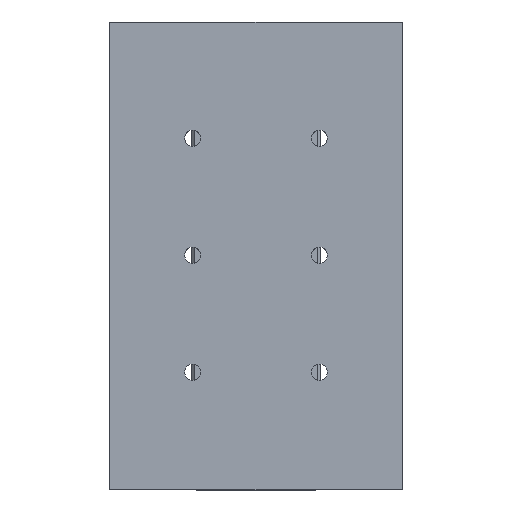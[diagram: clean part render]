
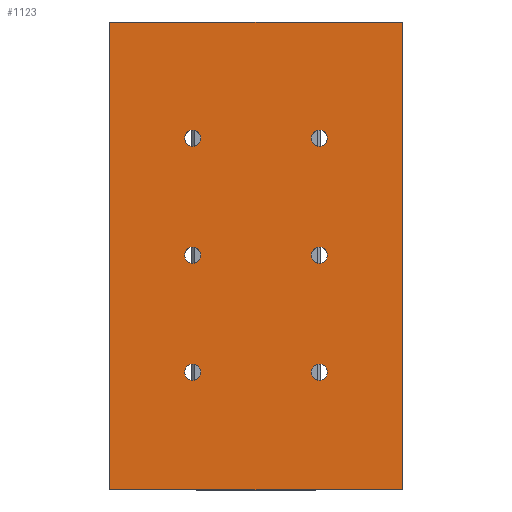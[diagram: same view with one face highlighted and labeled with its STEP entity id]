
A CAD part, top view. The second image highlights one B-rep face of the part: STEP entity #1123.
In plain terms, the highlighted planar face has unit normal (0, 0, 1).
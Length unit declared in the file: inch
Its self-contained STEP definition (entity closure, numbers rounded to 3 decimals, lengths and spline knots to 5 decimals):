
#285=CARTESIAN_POINT('',(-0.709,-1.49,0.549));
#286=VERTEX_POINT('',#285);
#302=CARTESIAN_POINT('',(-0.916,-1.49,0.549));
#303=VERTEX_POINT('',#302);
#310=CARTESIAN_POINT('',(-0.8125,-1.49,0.549));
#311=DIRECTION('',(0.0,0.0,-1.0));
#312=DIRECTION('',(1.0,0.0,0.0));
#313=AXIS2_PLACEMENT_3D('',#310,#311,#312);
#314=CIRCLE('',#313,0.1035);
#315=EDGE_CURVE('',#286,#303,#314,.T.);
#348=CARTESIAN_POINT('',(0.916,1.51,0.549));
#349=VERTEX_POINT('',#348);
#365=CARTESIAN_POINT('',(0.709,1.51,0.549));
#366=VERTEX_POINT('',#365);
#373=CARTESIAN_POINT('',(0.8125,1.51,0.549));
#374=DIRECTION('',(0.0,0.0,-1.0));
#375=DIRECTION('',(1.0,0.0,0.0));
#376=AXIS2_PLACEMENT_3D('',#373,#374,#375);
#377=CIRCLE('',#376,0.1035);
#378=EDGE_CURVE('',#349,#366,#377,.T.);
#411=CARTESIAN_POINT('',(0.916,-1.49,0.549));
#412=VERTEX_POINT('',#411);
#428=CARTESIAN_POINT('',(0.709,-1.49,0.549));
#429=VERTEX_POINT('',#428);
#436=CARTESIAN_POINT('',(0.8125,-1.49,0.549));
#437=DIRECTION('',(0.0,0.0,-1.0));
#438=DIRECTION('',(1.0,0.0,0.0));
#439=AXIS2_PLACEMENT_3D('',#436,#437,#438);
#440=CIRCLE('',#439,0.1035);
#441=EDGE_CURVE('',#412,#429,#440,.T.);
#474=CARTESIAN_POINT('',(-0.709,0.01,0.549));
#475=VERTEX_POINT('',#474);
#491=CARTESIAN_POINT('',(-0.916,0.01,0.549));
#492=VERTEX_POINT('',#491);
#499=CARTESIAN_POINT('',(-0.8125,0.01,0.549));
#500=DIRECTION('',(0.0,0.0,-1.0));
#501=DIRECTION('',(1.0,0.0,0.0));
#502=AXIS2_PLACEMENT_3D('',#499,#500,#501);
#503=CIRCLE('',#502,0.1035);
#504=EDGE_CURVE('',#475,#492,#503,.T.);
#537=CARTESIAN_POINT('',(0.916,0.01,0.549));
#538=VERTEX_POINT('',#537);
#554=CARTESIAN_POINT('',(0.709,0.01,0.549));
#555=VERTEX_POINT('',#554);
#562=CARTESIAN_POINT('',(0.8125,0.01,0.549));
#563=DIRECTION('',(0.0,0.0,-1.0));
#564=DIRECTION('',(1.0,0.0,0.0));
#565=AXIS2_PLACEMENT_3D('',#562,#563,#564);
#566=CIRCLE('',#565,0.1035);
#567=EDGE_CURVE('',#538,#555,#566,.T.);
#600=CARTESIAN_POINT('',(-0.709,1.51,0.549));
#601=VERTEX_POINT('',#600);
#617=CARTESIAN_POINT('',(-0.916,1.51,0.549));
#618=VERTEX_POINT('',#617);
#625=CARTESIAN_POINT('',(-0.8125,1.51,0.549));
#626=DIRECTION('',(0.0,0.0,-1.0));
#627=DIRECTION('',(1.0,0.0,0.0));
#628=AXIS2_PLACEMENT_3D('',#625,#626,#627);
#629=CIRCLE('',#628,0.1035);
#630=EDGE_CURVE('',#601,#618,#629,.T.);
#662=CARTESIAN_POINT('',(-0.8125,1.51,0.549));
#663=DIRECTION('',(0.0,0.0,-1.0));
#664=DIRECTION('',(1.0,0.0,0.0));
#665=AXIS2_PLACEMENT_3D('',#662,#663,#664);
#666=CIRCLE('',#665,0.1035);
#667=EDGE_CURVE('',#618,#601,#666,.T.);
#707=CARTESIAN_POINT('',(0.8125,0.01,0.549));
#708=DIRECTION('',(0.0,0.0,-1.0));
#709=DIRECTION('',(1.0,0.0,0.0));
#710=AXIS2_PLACEMENT_3D('',#707,#708,#709);
#711=CIRCLE('',#710,0.1035);
#712=EDGE_CURVE('',#555,#538,#711,.T.);
#752=CARTESIAN_POINT('',(-0.8125,0.01,0.549));
#753=DIRECTION('',(0.0,0.0,-1.0));
#754=DIRECTION('',(1.0,0.0,0.0));
#755=AXIS2_PLACEMENT_3D('',#752,#753,#754);
#756=CIRCLE('',#755,0.1035);
#757=EDGE_CURVE('',#492,#475,#756,.T.);
#797=CARTESIAN_POINT('',(0.8125,-1.49,0.549));
#798=DIRECTION('',(0.0,0.0,-1.0));
#799=DIRECTION('',(1.0,0.0,0.0));
#800=AXIS2_PLACEMENT_3D('',#797,#798,#799);
#801=CIRCLE('',#800,0.1035);
#802=EDGE_CURVE('',#429,#412,#801,.T.);
#842=CARTESIAN_POINT('',(0.8125,1.51,0.549));
#843=DIRECTION('',(0.0,0.0,-1.0));
#844=DIRECTION('',(1.0,0.0,0.0));
#845=AXIS2_PLACEMENT_3D('',#842,#843,#844);
#846=CIRCLE('',#845,0.1035);
#847=EDGE_CURVE('',#366,#349,#846,.T.);
#887=CARTESIAN_POINT('',(-0.8125,-1.49,0.549));
#888=DIRECTION('',(0.0,0.0,-1.0));
#889=DIRECTION('',(1.0,0.0,0.0));
#890=AXIS2_PLACEMENT_3D('',#887,#888,#889);
#891=CIRCLE('',#890,0.1035);
#892=EDGE_CURVE('',#303,#286,#891,.T.);
#1043=CARTESIAN_POINT('',(1.875,3.,0.549));
#1044=VERTEX_POINT('',#1043);
#1051=CARTESIAN_POINT('',(1.875,-3.,0.549));
#1052=VERTEX_POINT('',#1051);
#1053=CARTESIAN_POINT('',(1.875,-3.,0.549));
#1054=DIRECTION('',(0.0,1.0,0.0));
#1055=VECTOR('',#1054,6.);
#1056=LINE('',#1053,#1055);
#1057=EDGE_CURVE('',#1052,#1044,#1056,.T.);
#1069=CARTESIAN_POINT('',(1.875,-3.,0.549));
#1070=DIRECTION('',(0.0,0.0,1.0));
#1071=DIRECTION('',(1.0,0.0,0.0));
#1072=AXIS2_PLACEMENT_3D('',#1069,#1070,#1071);
#1073=PLANE('',#1072);
#1074=CARTESIAN_POINT('',(-1.875,3.,0.549));
#1075=VERTEX_POINT('',#1074);
#1076=CARTESIAN_POINT('',(1.875,3.,0.549));
#1077=DIRECTION('',(-1.0,0.0,0.0));
#1078=VECTOR('',#1077,3.75);
#1079=LINE('',#1076,#1078);
#1080=EDGE_CURVE('',#1044,#1075,#1079,.T.);
#1081=ORIENTED_EDGE('',*,*,#1080,.T.);
#1082=CARTESIAN_POINT('',(-1.875,-3.,0.549));
#1083=VERTEX_POINT('',#1082);
#1084=CARTESIAN_POINT('',(-1.875,-3.,0.549));
#1085=DIRECTION('',(0.0,1.0,0.0));
#1086=VECTOR('',#1085,6.);
#1087=LINE('',#1084,#1086);
#1088=EDGE_CURVE('',#1083,#1075,#1087,.T.);
#1089=ORIENTED_EDGE('',*,*,#1088,.F.);
#1090=CARTESIAN_POINT('',(1.875,-3.,0.549));
#1091=DIRECTION('',(-1.0,0.0,0.0));
#1092=VECTOR('',#1091,3.75);
#1093=LINE('',#1090,#1092);
#1094=EDGE_CURVE('',#1052,#1083,#1093,.T.);
#1095=ORIENTED_EDGE('',*,*,#1094,.F.);
#1096=ORIENTED_EDGE('',*,*,#1057,.T.);
#1097=EDGE_LOOP('',(#1081,#1089,#1095,#1096));
#1098=FACE_OUTER_BOUND('',#1097,.T.);
#1099=ORIENTED_EDGE('',*,*,#630,.T.);
#1100=ORIENTED_EDGE('',*,*,#667,.T.);
#1101=EDGE_LOOP('',(#1099,#1100));
#1102=FACE_BOUND('',#1101,.T.);
#1103=ORIENTED_EDGE('',*,*,#567,.T.);
#1104=ORIENTED_EDGE('',*,*,#712,.T.);
#1105=EDGE_LOOP('',(#1103,#1104));
#1106=FACE_BOUND('',#1105,.T.);
#1107=ORIENTED_EDGE('',*,*,#504,.T.);
#1108=ORIENTED_EDGE('',*,*,#757,.T.);
#1109=EDGE_LOOP('',(#1107,#1108));
#1110=FACE_BOUND('',#1109,.T.);
#1111=ORIENTED_EDGE('',*,*,#441,.T.);
#1112=ORIENTED_EDGE('',*,*,#802,.T.);
#1113=EDGE_LOOP('',(#1111,#1112));
#1114=FACE_BOUND('',#1113,.T.);
#1115=ORIENTED_EDGE('',*,*,#378,.T.);
#1116=ORIENTED_EDGE('',*,*,#847,.T.);
#1117=EDGE_LOOP('',(#1115,#1116));
#1118=FACE_BOUND('',#1117,.T.);
#1119=ORIENTED_EDGE('',*,*,#315,.T.);
#1120=ORIENTED_EDGE('',*,*,#892,.T.);
#1121=EDGE_LOOP('',(#1119,#1120));
#1122=FACE_BOUND('',#1121,.T.);
#1123=ADVANCED_FACE('',(#1098,#1102,#1106,#1110,#1114,#1118,#1122),#1073,.T.);
